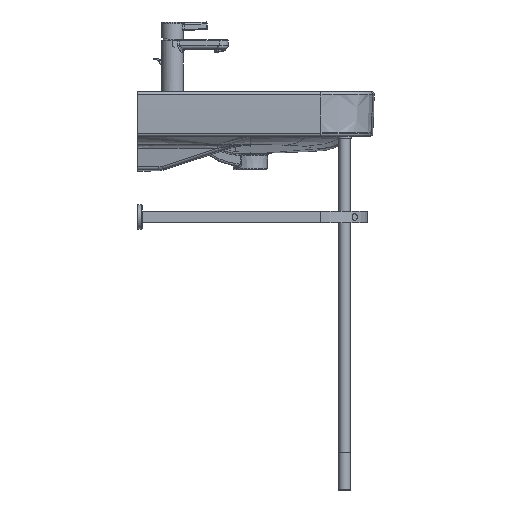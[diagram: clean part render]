
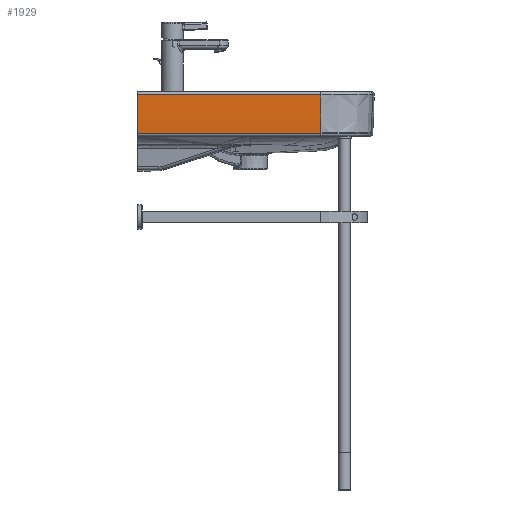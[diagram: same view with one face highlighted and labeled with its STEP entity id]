
A CAD part, front view. The second image highlights one B-rep face of the part: STEP entity #1929.
In plain terms, the highlighted cylindrical face has radius 2000 mm (diameter 4000 mm), a partial arc.
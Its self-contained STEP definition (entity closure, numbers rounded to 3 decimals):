
#752=CARTESIAN_POINT('',(-240.0,-596.87,-90.286));
#753=VERTEX_POINT('',#752);
#761=CARTESIAN_POINT('',(-240.0,-597.,-88.));
#762=VERTEX_POINT('',#761);
#763=CARTESIAN_POINT('',(-240.0,1399.855,24.126));
#764=DIRECTION('',(-1.,0.0,0.0));
#765=DIRECTION('',(0.0,-0.998,-0.056));
#766=AXIS2_PLACEMENT_3D('',#763,#764,#765);
#767=CIRCLE('',#766,2000.);
#768=EDGE_CURVE('',#762,#753,#767,.F.);
#770=CARTESIAN_POINT('',(-240.0,-599.902,-7.109));
#771=VERTEX_POINT('',#770);
#772=CARTESIAN_POINT('',(-240.0,1399.854,24.126));
#773=DIRECTION('',(-1.,0.0,0.0));
#774=DIRECTION('',(0.0,-1.,-0.016));
#775=AXIS2_PLACEMENT_3D('',#772,#773,#774);
#776=CIRCLE('',#775,2000.);
#777=EDGE_CURVE('',#762,#771,#776,.T.);
#1888=CARTESIAN_POINT('',(-44.508,1399.854,24.126));
#1889=DIRECTION('',(-1.0,0.0,0.0));
#1890=DIRECTION('',(0.0,-0.998,-0.056));
#1891=AXIS2_PLACEMENT_3D('',#1888,#1889,#1890);
#1892=CYLINDRICAL_SURFACE('',#1891,2000.0);
#1893=ORIENTED_EDGE('',*,*,#777,.F.);
#1894=ORIENTED_EDGE('',*,*,#768,.T.);
#1895=CARTESIAN_POINT('',(150.983,-596.87,-90.286));
#1896=VERTEX_POINT('',#1895);
#1897=CARTESIAN_POINT('',(-240.0,-596.87,-90.286));
#1898=DIRECTION('',(1.0,0.0,0.0));
#1899=VECTOR('',#1898,390.983);
#1900=LINE('',#1897,#1899);
#1901=EDGE_CURVE('',#753,#1896,#1900,.T.);
#1902=ORIENTED_EDGE('',*,*,#1901,.T.);
#1903=CARTESIAN_POINT('',(150.983,-597.,-88.));
#1904=VERTEX_POINT('',#1903);
#1905=CARTESIAN_POINT('',(150.983,1399.854,24.126));
#1906=DIRECTION('',(1.,0.0,0.0));
#1907=DIRECTION('',(0.0,-0.998,-0.057));
#1908=AXIS2_PLACEMENT_3D('',#1905,#1906,#1907);
#1909=CIRCLE('',#1908,1999.999);
#1910=EDGE_CURVE('',#1904,#1896,#1909,.T.);
#1911=ORIENTED_EDGE('',*,*,#1910,.F.);
#1912=CARTESIAN_POINT('',(150.983,-599.902,-7.109));
#1913=VERTEX_POINT('',#1912);
#1914=CARTESIAN_POINT('',(150.983,1399.854,24.126));
#1915=DIRECTION('',(-1.0,0.0,0.0));
#1916=DIRECTION('',(0.0,1.0,0.0));
#1917=AXIS2_PLACEMENT_3D('',#1914,#1915,#1916);
#1918=CIRCLE('',#1917,2000.0);
#1919=EDGE_CURVE('',#1904,#1913,#1918,.T.);
#1920=ORIENTED_EDGE('',*,*,#1919,.T.);
#1921=CARTESIAN_POINT('',(150.983,-599.902,-7.109));
#1922=DIRECTION('',(-1.0,0.0,0.0));
#1923=VECTOR('',#1922,390.983);
#1924=LINE('',#1921,#1923);
#1925=EDGE_CURVE('',#771,#1913,#1924,.F.);
#1926=ORIENTED_EDGE('',*,*,#1925,.F.);
#1927=EDGE_LOOP('',(#1893,#1894,#1902,#1911,#1920,#1926));
#1928=FACE_OUTER_BOUND('',#1927,.T.);
#1929=ADVANCED_FACE('',(#1928),#1892,.T.);
